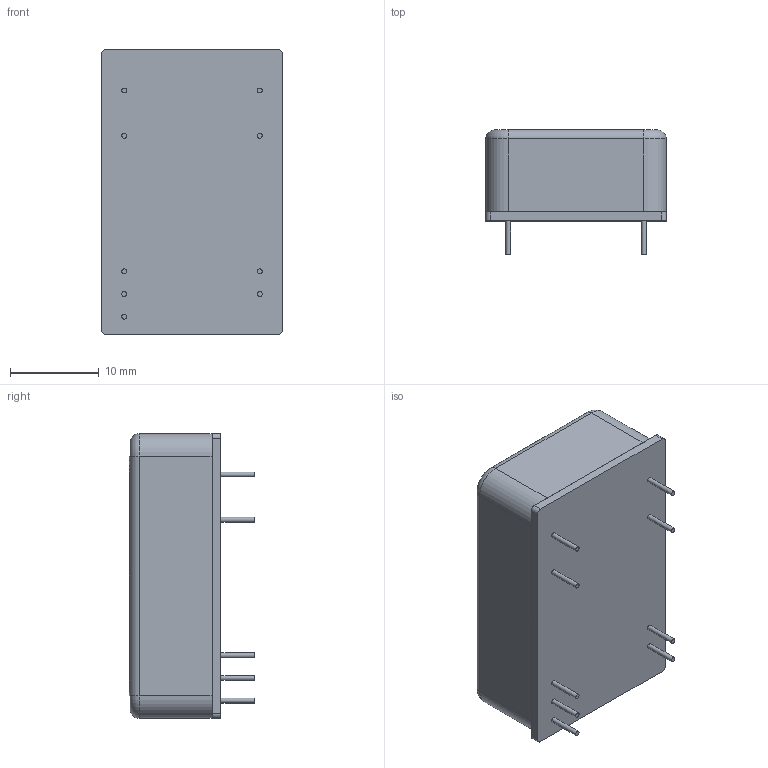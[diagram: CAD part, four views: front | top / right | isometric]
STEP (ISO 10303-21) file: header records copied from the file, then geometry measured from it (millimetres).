
FILE_DESCRIPTION(/* description */ (''),/* implementation_level */ '2;1');
FILE_NAME(/* name */ 'TEN 8-1223 v4.step',/* time_stamp */ '2018-08-08T13:21:51+02:00',/* author */ ('chebe17'),/* organization */ (''),/* preprocessor_version */ 'ST-DEVELOPER v17',/* originating_system */ 'Autodesk Translation Framework v7.1.0.215',/* authorisation */ '');
FILE_SCHEMA (('AUTOMOTIVE_DESIGN { 1 0 10303 214 3 1 1 }'));
Length unit declared in the file: millimetre
Products named in the file (2): TEN 8-1223; TEN 8-1223_1
Assembly tree (1 placements, depth 2):
  TEN 8-1223
    TEN 8-1223_1
Bounding box: 20.3 x 14.1 x 32 mm (x, y, z)
Volume: 6602.6 mm3; surface area: 4500 mm2
Topology: 30 solids, 30 shells, 495 faces, 1297 edges, 862 vertices
Faces by surface type: plane 230, bspline 230, cylinder 27, torus 8
Full cylindrical faces by diameter (mm): 0.55 x9, 1.5 x2
Entity records: 17377 total; most frequent: CARTESIAN_POINT 6567, ORIENTED_EDGE 2594, DIRECTION 1439, EDGE_CURVE 1297, VERTEX_POINT 862, LINE 771, VECTOR 771, EDGE_LOOP 531
